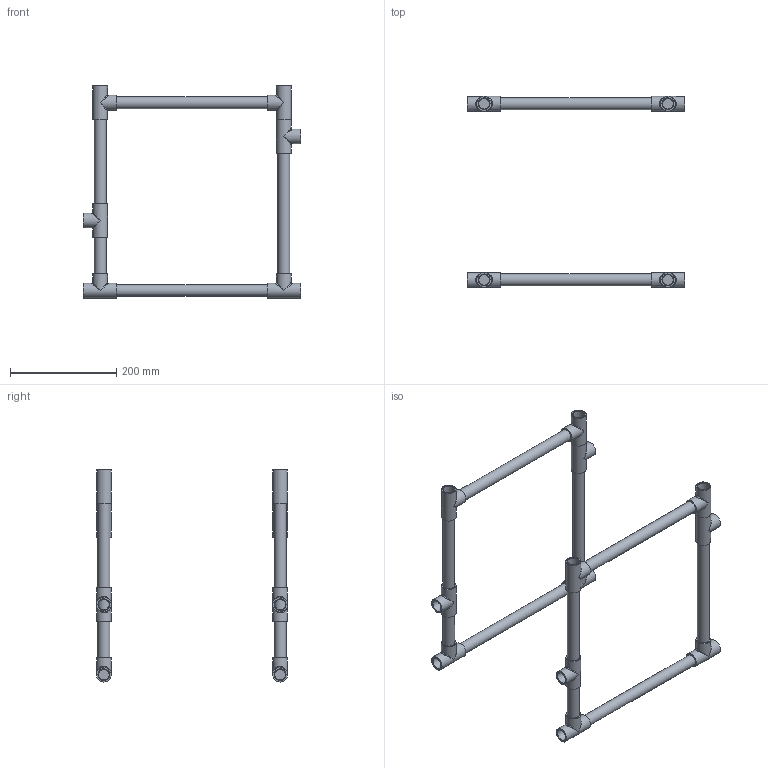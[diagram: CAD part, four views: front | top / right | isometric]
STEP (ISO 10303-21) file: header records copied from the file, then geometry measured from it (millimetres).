
FILE_DESCRIPTION(/* description */ (''),/* implementation_level */ '2;1');
FILE_NAME(/* name */ 'Center.step',/* time_stamp */ '2024-01-24T18:00:15-05:00',/* author */ (''),/* organization */ (''),/* preprocessor_version */ 'ST-DEVELOPER v20',/* originating_system */ 'Autodesk Translation Framework v12.14.0.127',/* authorisation */ '');
FILE_SCHEMA (('AUTOMOTIVE_DESIGN { 1 0 10303 214 3 1 1 }'));
Length unit declared in the file: millimetre
Products named in the file (2): Center; 4880K41_Standard-Wall PVC Pipe Fitting for Water(Mirror)
Assembly tree (12 placements, depth 2):
  Center
    4880K41_Standard-Wall PVC Pipe Fitting for Water(Mirror)  x12
Bounding box: 410 x 360 x 400 mm (x, y, z)
Volume: 1181909.9 mm3; surface area: 329538.1 mm2
Topology: 20 solids, 20 shells, 300 faces, 708 edges, 424 vertices
Faces by surface type: plane 112, torus 72, cylinder 56, cone 36, bspline 24
Full cylindrical faces by diameter (mm): 19.914 x12, 19.939 x12, 21.532 x2, 22.394 x6, 27.889 x24
Entity records: 2057 total; most frequent: CARTESIAN_POINT 998, DIRECTION 231, ORIENTED_EDGE 154, AXIS2_PLACEMENT_3D 106, EDGE_CURVE 77, EDGE_LOOP 53, VERTEX_POINT 50, FACE_OUTER_BOUND 47
